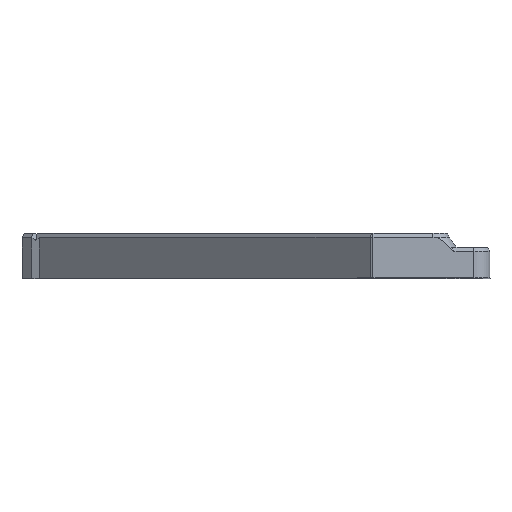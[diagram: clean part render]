
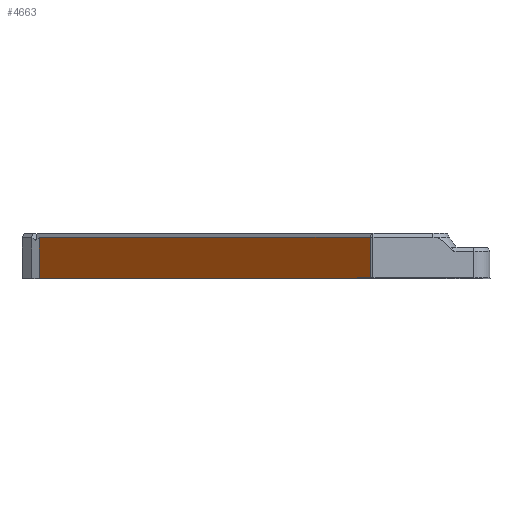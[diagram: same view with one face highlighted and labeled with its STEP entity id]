
A CAD part, top view. The second image highlights one B-rep face of the part: STEP entity #4663.
In plain terms, the highlighted planar face has unit normal (-0.707, 0, 0.707).
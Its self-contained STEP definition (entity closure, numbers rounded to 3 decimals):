
#436=FACE_OUTER_BOUND('',#748,.T.);
#748=EDGE_LOOP('',(#4138,#4139,#4140,#4141));
#1173=LINE('',#7168,#1631);
#1401=LINE('',#7842,#1859);
#1404=LINE('',#7848,#1862);
#1405=LINE('',#7849,#1863);
#1631=VECTOR('',#5744,114.734);
#1859=VECTOR('',#6480,10.);
#1862=VECTOR('',#6485,10.);
#1863=VECTOR('',#6486,114.734);
#2074=VERTEX_POINT('',#7165);
#2075=VERTEX_POINT('',#7167);
#2259=VERTEX_POINT('',#7841);
#2261=VERTEX_POINT('',#7847);
#2563=EDGE_CURVE('',#2074,#2075,#1173,.T.);
#2895=EDGE_CURVE('',#2075,#2259,#1401,.T.);
#2898=EDGE_CURVE('',#2074,#2261,#1404,.T.);
#2899=EDGE_CURVE('',#2259,#2261,#1405,.T.);
#4138=ORIENTED_EDGE('',*,*,#2895,.F.);
#4139=ORIENTED_EDGE('',*,*,#2563,.F.);
#4140=ORIENTED_EDGE('',*,*,#2898,.T.);
#4141=ORIENTED_EDGE('',*,*,#2899,.F.);
#4405=PLANE('',#5138);
#4663=ADVANCED_FACE('',(#436),#4405,.F.);
#5138=AXIS2_PLACEMENT_3D('',#7846,#6483,#6484);
#5744=DIRECTION('',(-0.707,0.,-0.707));
#6480=DIRECTION('',(0.,1.,0.));
#6483=DIRECTION('center_axis',(0.707,0.,-0.707));
#6484=DIRECTION('ref_axis',(-0.707,0.,-0.707));
#6485=DIRECTION('',(0.,1.,0.));
#6486=DIRECTION('',(0.707,0.,0.707));
#7165=CARTESIAN_POINT('',(-44.514,15.,96.907));
#7167=CARTESIAN_POINT('',(-125.644,15.,15.778));
#7168=CARTESIAN_POINT('',(-44.514,15.,96.907));
#7841=CARTESIAN_POINT('',(-125.644,25.,15.778));
#7842=CARTESIAN_POINT('',(-125.644,15.,15.778));
#7846=CARTESIAN_POINT('Origin',(-15.1,15.,126.321));
#7847=CARTESIAN_POINT('',(-44.514,25.,96.907));
#7848=CARTESIAN_POINT('',(-44.514,15.,96.907));
#7849=CARTESIAN_POINT('',(-125.644,25.,15.778));
